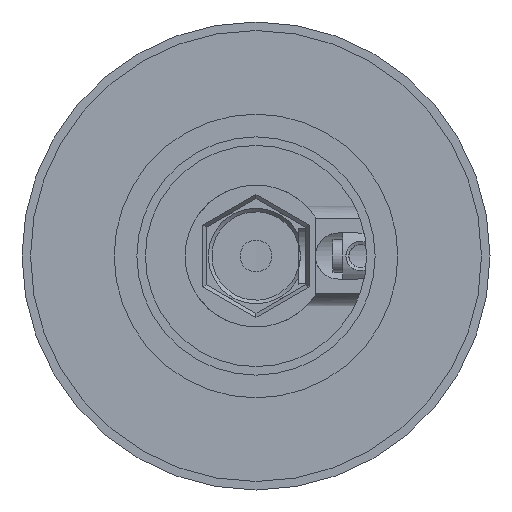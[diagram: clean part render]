
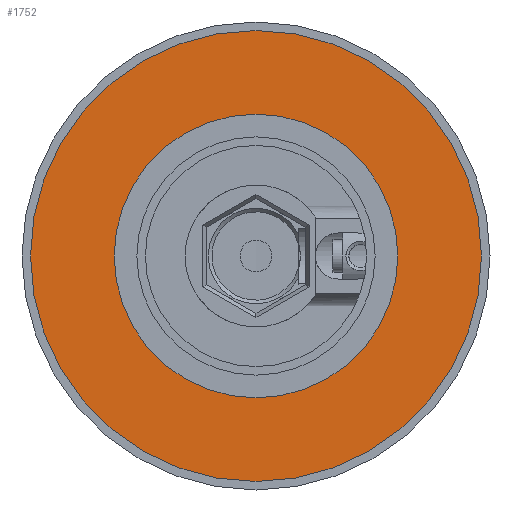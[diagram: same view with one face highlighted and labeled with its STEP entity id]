
A CAD part, front view. The second image highlights one B-rep face of the part: STEP entity #1752.
In plain terms, the highlighted planar face has unit normal (0, -1, 0).
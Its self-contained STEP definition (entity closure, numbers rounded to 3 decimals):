
#104 = CARTESIAN_POINT ( 'NONE',  ( 0., 91.064, 0. ) ) ;
#495 = DIRECTION ( 'NONE',  ( 0., 0., 1. ) ) ;
#546 = ORIENTED_EDGE ( 'NONE', *, *, #614, .F. ) ;
#614 = EDGE_CURVE ( 'NONE', #3437, #3437, #3864, .T. ) ;
#645 = FACE_BOUND ( 'NONE', #4368, .T. ) ;
#1059 = DIRECTION ( 'NONE',  ( 0., 0., -1. ) ) ;
#1326 = CARTESIAN_POINT ( 'NONE',  ( 0., 91.064, 31.8 ) ) ;
#1577 = CARTESIAN_POINT ( 'NONE',  ( 0., 91.064, 20. ) ) ;
#1637 = DIRECTION ( 'NONE',  ( 0., 0., 1. ) ) ;
#1752 = ADVANCED_FACE ( 'NONE', ( #645, #2745 ), #2330, .T. ) ;
#1834 = AXIS2_PLACEMENT_3D ( 'NONE', #2914, #4623, #1637 ) ;
#2330 = PLANE ( 'NONE',  #3866 ) ;
#2439 = VERTEX_POINT ( 'NONE', #1577 ) ;
#2745 = FACE_OUTER_BOUND ( 'NONE', #5166, .T. ) ;
#2879 = AXIS2_PLACEMENT_3D ( 'NONE', #104, #4721, #495 ) ;
#2914 = CARTESIAN_POINT ( 'NONE',  ( 0., 91.064, 0. ) ) ;
#3420 = EDGE_CURVE ( 'NONE', #2439, #2439, #4993, .T. ) ;
#3437 = VERTEX_POINT ( 'NONE', #1326 ) ;
#3864 = CIRCLE ( 'NONE', #1834, 31.8 ) ;
#3866 = AXIS2_PLACEMENT_3D ( 'NONE', #3991, #4014, #1059 ) ;
#3991 = CARTESIAN_POINT ( 'NONE',  ( -20., 91.064, 0. ) ) ;
#4014 = DIRECTION ( 'NONE',  ( 0., -1., 0. ) ) ;
#4179 = ORIENTED_EDGE ( 'NONE', *, *, #3420, .T. ) ;
#4368 = EDGE_LOOP ( 'NONE', ( #4179 ) ) ;
#4623 = DIRECTION ( 'NONE',  ( 0., 1., 0. ) ) ;
#4721 = DIRECTION ( 'NONE',  ( 0., 1., 0. ) ) ;
#4993 = CIRCLE ( 'NONE', #2879, 20. ) ;
#5166 = EDGE_LOOP ( 'NONE', ( #546 ) ) ;
